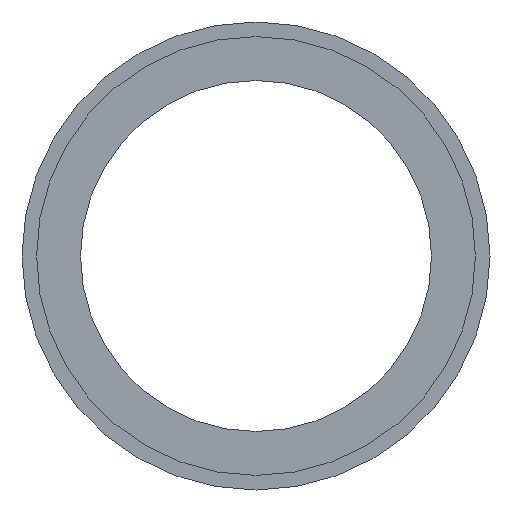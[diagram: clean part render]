
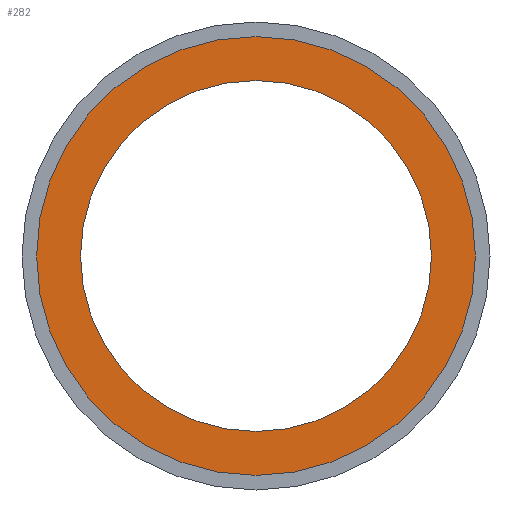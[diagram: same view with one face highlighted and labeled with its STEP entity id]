
A CAD part, front view. The second image highlights one B-rep face of the part: STEP entity #282.
In plain terms, the highlighted planar face has unit normal (0, -1, 0).
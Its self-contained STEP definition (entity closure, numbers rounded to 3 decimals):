
#6 = AXIS2_PLACEMENT_3D ( 'NONE', #197, #165, #201 ) ;
#13 = CARTESIAN_POINT ( 'NONE',  ( 0., 0., -12. ) ) ;
#16 = DIRECTION ( 'NONE',  ( 0., -1., 0. ) ) ;
#20 = CARTESIAN_POINT ( 'NONE',  ( 0., 0., 0. ) ) ;
#29 = CIRCLE ( 'NONE', #6, 15. ) ;
#33 = VERTEX_POINT ( 'NONE', #377 ) ;
#37 = CARTESIAN_POINT ( 'NONE',  ( 0., 0., 15. ) ) ;
#52 = FACE_OUTER_BOUND ( 'NONE', #167, .T. ) ;
#73 = VERTEX_POINT ( 'NONE', #228 ) ;
#74 = DIRECTION ( 'NONE',  ( 0., 0., -1. ) ) ;
#82 = ORIENTED_EDGE ( 'NONE', *, *, #375, .F. ) ;
#90 = EDGE_CURVE ( 'NONE', #33, #218, #29, .T. ) ;
#95 = FACE_BOUND ( 'NONE', #227, .T. ) ;
#99 = DIRECTION ( 'NONE',  ( 0., -1., 0. ) ) ;
#123 = AXIS2_PLACEMENT_3D ( 'NONE', #207, #99, #74 ) ;
#132 = DIRECTION ( 'NONE',  ( 0., -1., 0. ) ) ;
#140 = CARTESIAN_POINT ( 'NONE',  ( 0., 0., 0. ) ) ;
#165 = DIRECTION ( 'NONE',  ( 0., -1., 0. ) ) ;
#167 = EDGE_LOOP ( 'NONE', ( #323, #332 ) ) ;
#196 = AXIS2_PLACEMENT_3D ( 'NONE', #278, #132, #364 ) ;
#197 = CARTESIAN_POINT ( 'NONE',  ( 0., 0., 0. ) ) ;
#201 = DIRECTION ( 'NONE',  ( 0., 0., -1. ) ) ;
#207 = CARTESIAN_POINT ( 'NONE',  ( 0., 0., 0. ) ) ;
#209 = DIRECTION ( 'NONE',  ( 0., 0., -1. ) ) ;
#218 = VERTEX_POINT ( 'NONE', #37 ) ;
#227 = EDGE_LOOP ( 'NONE', ( #82, #325 ) ) ;
#228 = CARTESIAN_POINT ( 'NONE',  ( 0., 0., 12. ) ) ;
#242 = DIRECTION ( 'NONE',  ( 0., -1., 0. ) ) ;
#246 = PLANE ( 'NONE',  #196 ) ;
#255 = VERTEX_POINT ( 'NONE', #13 ) ;
#258 = CIRCLE ( 'NONE', #294, 15. ) ;
#277 = CIRCLE ( 'NONE', #123, 12. ) ;
#278 = CARTESIAN_POINT ( 'NONE',  ( 0., 0., 0. ) ) ;
#282 = ADVANCED_FACE ( 'NONE', ( #52, #95 ), #246, .T. ) ;
#290 = EDGE_CURVE ( 'NONE', #73, #255, #277, .T. ) ;
#291 = DIRECTION ( 'NONE',  ( 0., 0., -1. ) ) ;
#294 = AXIS2_PLACEMENT_3D ( 'NONE', #140, #16, #209 ) ;
#302 = CIRCLE ( 'NONE', #370, 12. ) ;
#321 = EDGE_CURVE ( 'NONE', #218, #33, #258, .T. ) ;
#323 = ORIENTED_EDGE ( 'NONE', *, *, #90, .T. ) ;
#325 = ORIENTED_EDGE ( 'NONE', *, *, #290, .F. ) ;
#332 = ORIENTED_EDGE ( 'NONE', *, *, #321, .T. ) ;
#364 = DIRECTION ( 'NONE',  ( 0., 0., -1. ) ) ;
#370 = AXIS2_PLACEMENT_3D ( 'NONE', #20, #242, #291 ) ;
#375 = EDGE_CURVE ( 'NONE', #255, #73, #302, .T. ) ;
#377 = CARTESIAN_POINT ( 'NONE',  ( 0., 0., -15. ) ) ;
